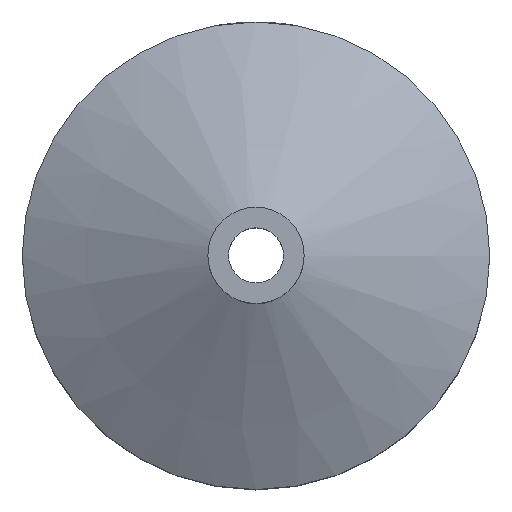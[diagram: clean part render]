
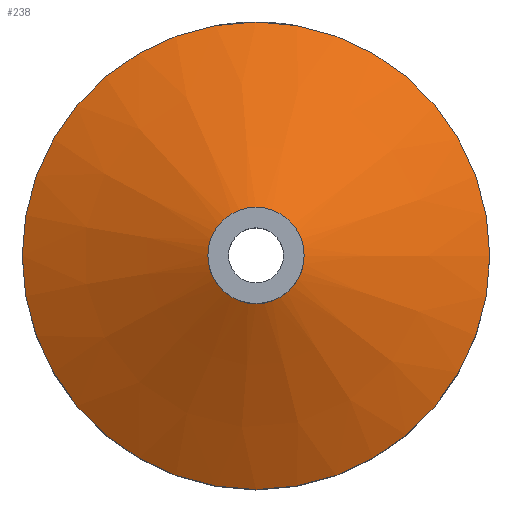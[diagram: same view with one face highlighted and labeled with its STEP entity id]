
A CAD part, top view. The second image highlights one B-rep face of the part: STEP entity #238.
In plain terms, the highlighted conical face has half-angle 62.592 degrees and reference radius 8.5 mm.
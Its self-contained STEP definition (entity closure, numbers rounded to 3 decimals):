
#15=CONICAL_SURFACE('',#280,8.5,1.092);
#47=FACE_OUTER_BOUND('',#68,.T.);
#68=EDGE_LOOP('',(#202,#203,#204,#205,#206,#207));
#80=LINE('',#489,#89);
#89=VECTOR('',#347,8.5);
#102=CIRCLE('',#277,1.75);
#103=CIRCLE('',#278,1.75);
#104=CIRCLE('',#281,8.5);
#105=CIRCLE('',#282,8.5);
#123=VERTEX_POINT('',#481);
#124=VERTEX_POINT('',#483);
#125=VERTEX_POINT('',#488);
#126=VERTEX_POINT('',#490);
#151=EDGE_CURVE('',#124,#123,#102,.T.);
#152=EDGE_CURVE('',#123,#124,#103,.T.);
#153=EDGE_CURVE('',#124,#125,#80,.T.);
#154=EDGE_CURVE('',#125,#126,#104,.T.);
#155=EDGE_CURVE('',#126,#125,#105,.T.);
#202=ORIENTED_EDGE('',*,*,#151,.T.);
#203=ORIENTED_EDGE('',*,*,#152,.T.);
#204=ORIENTED_EDGE('',*,*,#153,.T.);
#205=ORIENTED_EDGE('',*,*,#154,.T.);
#206=ORIENTED_EDGE('',*,*,#155,.T.);
#207=ORIENTED_EDGE('',*,*,#153,.F.);
#238=ADVANCED_FACE('',(#47),#15,.T.);
#277=AXIS2_PLACEMENT_3D('',#484,#339,#340);
#278=AXIS2_PLACEMENT_3D('',#485,#341,#342);
#280=AXIS2_PLACEMENT_3D('',#487,#345,#346);
#281=AXIS2_PLACEMENT_3D('',#491,#348,#349);
#282=AXIS2_PLACEMENT_3D('',#492,#350,#351);
#339=DIRECTION('center_axis',(0.,0.,-1.));
#340=DIRECTION('ref_axis',(1.,0.,0.));
#341=DIRECTION('center_axis',(0.,0.,-1.));
#342=DIRECTION('ref_axis',(1.,0.,0.));
#345=DIRECTION('center_axis',(0.,0.,-1.));
#346=DIRECTION('ref_axis',(-1.,0.,0.));
#347=DIRECTION('',(0.888,0.,-0.46));
#348=DIRECTION('center_axis',(0.,0.,1.));
#349=DIRECTION('ref_axis',(1.,0.,0.));
#350=DIRECTION('center_axis',(0.,0.,1.));
#351=DIRECTION('ref_axis',(1.,0.,0.));
#481=CARTESIAN_POINT('',(-1.75,0.,12.));
#483=CARTESIAN_POINT('',(1.75,0.,12.));
#484=CARTESIAN_POINT('Origin',(0.,0.,12.));
#485=CARTESIAN_POINT('Origin',(0.,0.,12.));
#487=CARTESIAN_POINT('Origin',(0.,0.,8.5));
#488=CARTESIAN_POINT('',(8.5,0.,8.5));
#489=CARTESIAN_POINT('',(8.5,0.,8.5));
#490=CARTESIAN_POINT('',(-8.5,0.,8.5));
#491=CARTESIAN_POINT('Origin',(0.,0.,8.5));
#492=CARTESIAN_POINT('Origin',(0.,0.,8.5));
